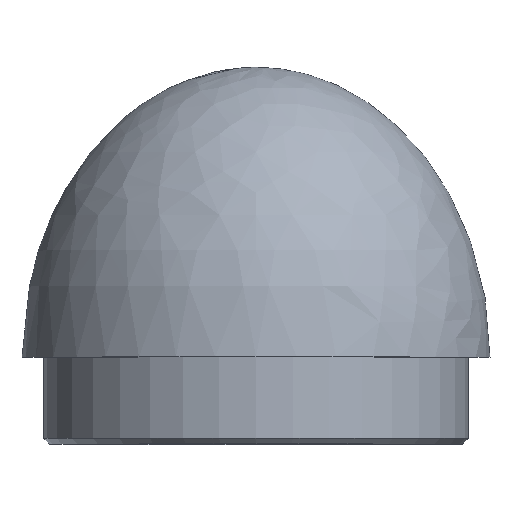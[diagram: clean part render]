
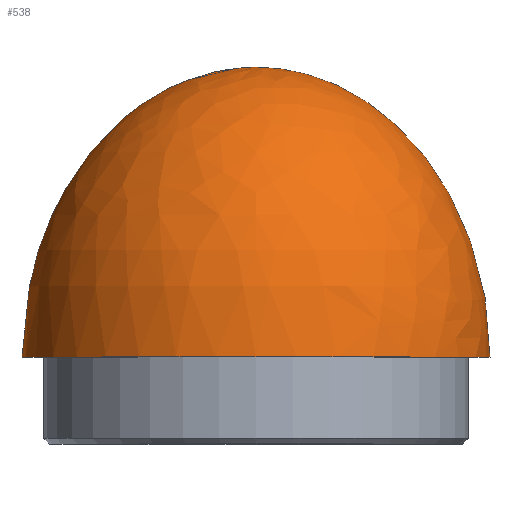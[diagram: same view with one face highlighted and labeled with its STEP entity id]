
A CAD part, top view. The second image highlights one B-rep face of the part: STEP entity #538.
In plain terms, the highlighted free-form (B-spline) face has degree [2, 2] with [3, 9] control points.
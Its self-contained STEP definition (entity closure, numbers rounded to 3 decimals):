
#15=ELLIPSE('',#622,50.,40.35);
#17=(
BOUNDED_SURFACE()
B_SPLINE_SURFACE(2,2,((#1879,#1880,#1881,#1882,#1883,#1884,#1885,#1886,
#1887),(#1888,#1889,#1890,#1891,#1892,#1893,#1894,#1895,#1896),(#1897,#1898,
#1899,#1900,#1901,#1902,#1903,#1904,#1905)),.UNSPECIFIED.,.F.,.T.,.F.)
B_SPLINE_SURFACE_WITH_KNOTS((3,3),(3,2,2,2,3),(-1.571,0.),
(0.,1.571,3.142,4.712,6.283),
 .UNSPECIFIED.)
GEOMETRIC_REPRESENTATION_ITEM()
RATIONAL_B_SPLINE_SURFACE(((1.,0.707,1.,0.707,1.,
0.707,1.,0.707,1.),(0.707,0.5,0.707,
0.5,0.707,0.5,0.707,0.5,0.707),(1.,
0.707,1.,0.707,1.,0.707,1.,0.707,
1.)))
REPRESENTATION_ITEM('')
SURFACE()
);
#92=FACE_OUTER_BOUND('',#129,.T.);
#129=EDGE_LOOP('',(#492,#493,#494));
#176=CIRCLE('',#621,40.35);
#250=VERTEX_POINT('',#1877);
#251=VERTEX_POINT('',#1906);
#331=EDGE_CURVE('',#250,#250,#176,.T.);
#332=EDGE_CURVE('',#250,#251,#15,.T.);
#492=ORIENTED_EDGE('',*,*,#332,.T.);
#493=ORIENTED_EDGE('',*,*,#332,.F.);
#494=ORIENTED_EDGE('',*,*,#331,.F.);
#538=ADVANCED_FACE('',(#92),#17,.T.);
#621=AXIS2_PLACEMENT_3D('',#1878,#769,#770);
#622=AXIS2_PLACEMENT_3D('',#1907,#771,#772);
#769=DIRECTION('center_axis',(0.,-1.,0.));
#770=DIRECTION('ref_axis',(1.,0.,0.));
#771=DIRECTION('center_axis',(0.,0.,1.));
#772=DIRECTION('ref_axis',(0.,1.,0.));
#1877=CARTESIAN_POINT('',(40.35,0.,0.));
#1878=CARTESIAN_POINT('Origin',(0.,0.,0.));
#1879=CARTESIAN_POINT('Ctrl Pts',(40.35,0.,0.));
#1880=CARTESIAN_POINT('Ctrl Pts',(40.35,0.,40.35));
#1881=CARTESIAN_POINT('Ctrl Pts',(0.,0.,
40.35));
#1882=CARTESIAN_POINT('Ctrl Pts',(-40.35,0.,40.35));
#1883=CARTESIAN_POINT('Ctrl Pts',(-40.35,0.,0.));
#1884=CARTESIAN_POINT('Ctrl Pts',(-40.35,0.,-40.35));
#1885=CARTESIAN_POINT('Ctrl Pts',(0.,0.,
-40.35));
#1886=CARTESIAN_POINT('Ctrl Pts',(40.35,0.,-40.35));
#1887=CARTESIAN_POINT('Ctrl Pts',(40.35,0.,0.));
#1888=CARTESIAN_POINT('Ctrl Pts',(40.35,50.,0.));
#1889=CARTESIAN_POINT('Ctrl Pts',(40.35,50.,40.35));
#1890=CARTESIAN_POINT('Ctrl Pts',(0.,50.,40.35));
#1891=CARTESIAN_POINT('Ctrl Pts',(-40.35,50.,40.35));
#1892=CARTESIAN_POINT('Ctrl Pts',(-40.35,50.,0.));
#1893=CARTESIAN_POINT('Ctrl Pts',(-40.35,50.,-40.35));
#1894=CARTESIAN_POINT('Ctrl Pts',(0.,50.,-40.35));
#1895=CARTESIAN_POINT('Ctrl Pts',(40.35,50.,-40.35));
#1896=CARTESIAN_POINT('Ctrl Pts',(40.35,50.,0.));
#1897=CARTESIAN_POINT('Ctrl Pts',(0.,50.,0.));
#1898=CARTESIAN_POINT('Ctrl Pts',(0.,50.,0.));
#1899=CARTESIAN_POINT('Ctrl Pts',(0.,50.,0.));
#1900=CARTESIAN_POINT('Ctrl Pts',(0.,50.,0.));
#1901=CARTESIAN_POINT('Ctrl Pts',(0.,50.,0.));
#1902=CARTESIAN_POINT('Ctrl Pts',(0.,50.,0.));
#1903=CARTESIAN_POINT('Ctrl Pts',(0.,50.,0.));
#1904=CARTESIAN_POINT('Ctrl Pts',(0.,50.,0.));
#1905=CARTESIAN_POINT('Ctrl Pts',(0.,50.,0.));
#1906=CARTESIAN_POINT('',(0.,50.,0.));
#1907=CARTESIAN_POINT('Origin',(0.,0.,0.));
